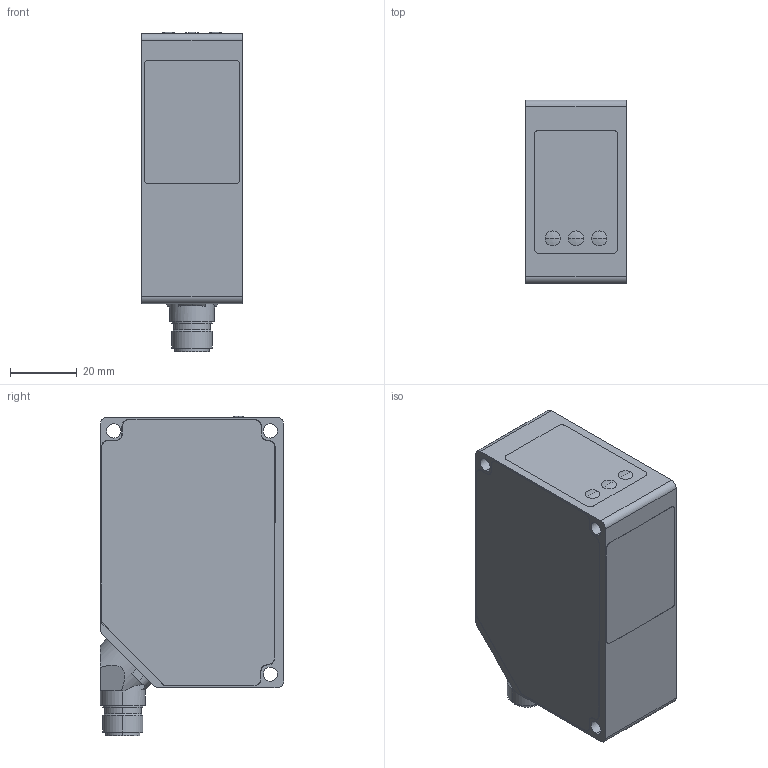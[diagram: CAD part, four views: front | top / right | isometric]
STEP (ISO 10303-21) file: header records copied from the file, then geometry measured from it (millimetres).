
FILE_DESCRIPTION (( 'STEP AP214' ), '1' );
FILE_NAME ('OPT2012.STEP', '2014-02-11T15:04:10', ( '' ), ( '' ), 'SwSTEP 2.0', 'SolidWorks 2013', '' );
FILE_SCHEMA (( 'AUTOMOTIVE_DESIGN' ));
Length unit declared in the file: millimetre
Products named in the file (1): OPT2012
Bounding box: 30 x 55 x 95.83 mm (x, y, z)
Volume: 122805.1 mm3; surface area: 29588.7 mm2
Topology: 17 solids, 17 shells, 305 faces, 761 edges, 503 vertices
Faces by surface type: plane 160, cylinder 137, sphere 6, cone 2
Entity records: 10899 total; most frequent: DIRECTION 1641, CARTESIAN_POINT 1635, ORIENTED_EDGE 1522, EDGE_CURVE 761, AXIS2_PLACEMENT_3D 585, VERTEX_POINT 503, VECTOR 471, LINE 471
